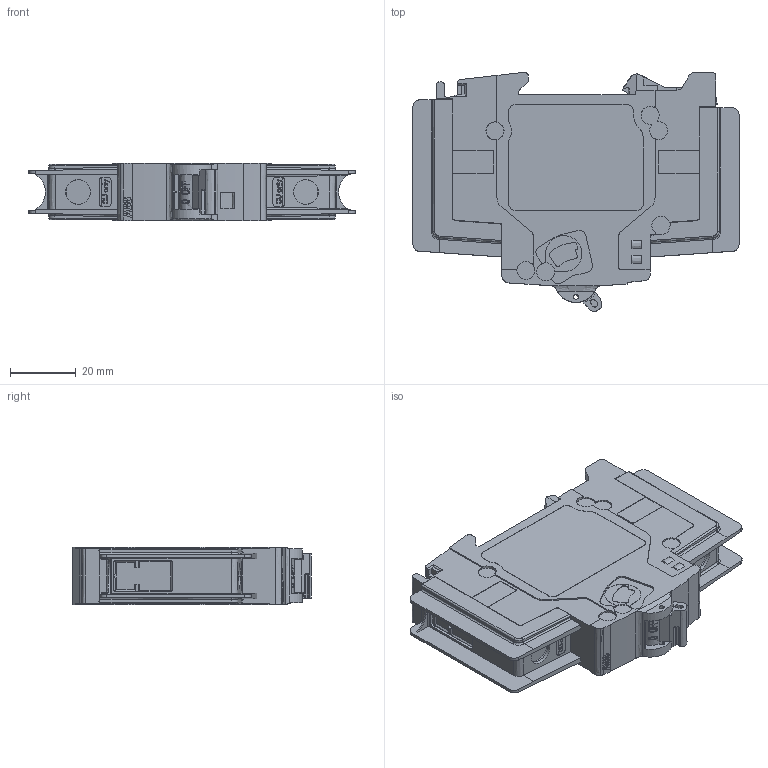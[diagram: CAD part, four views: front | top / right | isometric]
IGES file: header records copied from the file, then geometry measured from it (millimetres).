
Start section:  PTC IGES file: 2cds271317_sw0001.igs
Global section: file name: 2cds271317_sw0001.igs; native system: Pro/ENGINEER by Parametric Technology Corporation; preprocessor: 2006380; author: DEU121775; organization: Unknown; date: 20080814.093947; units: millimetre
Bounding box: 99 x 72.51 x 17.4 mm (x, y, z)
Volume: 79134.7 mm3; surface area: 24714 mm2
Topology: 1 solids, 1 shells, 1591 faces, 4559 edges, 2983 vertices
Faces by surface type: bspline 1591
